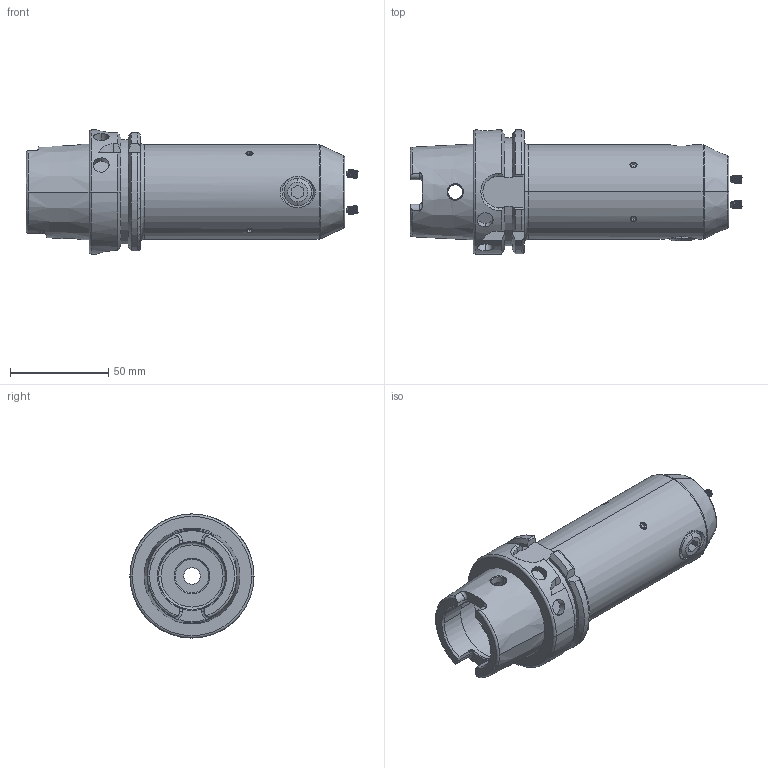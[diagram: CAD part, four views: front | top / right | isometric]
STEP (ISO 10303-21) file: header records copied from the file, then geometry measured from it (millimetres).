
FILE_DESCRIPTION (( 'STEP AP203' ), '1' );
FILE_NAME ('FWA063H-EKH16130.STEP', '2024-01-06T05:25:41', ( '' ), ( '' ), 'SwSTEP 2.0', 'SolidWorks 2023', '' );
FILE_SCHEMA (( 'CONFIG_CONTROL_DESIGN' ));
Length unit declared in the file: millimetre
Products named in the file (6): HSKA63EK16130WW; GS-M14X16-DIN1835-B_ISO 4026 - M12 x 12-N; GS-M4X4_DIN 913 - M4 x 4-N; FWA063H-EKH16130; GS-M4X4-COATING_DIN 913 - M4 x 4-N
Assembly tree (11 placements, depth 3):
  FWA063H-EKH16130
    HSKA63EK16130WW
      HSKA63EK16130WW
      GS-M4X4_DIN 913 - M4 x 4-N  x4
      GS-M4X4-COATING_DIN 913 - M4 x 4-N  x4
      GS-M14X16-DIN1835-B_ISO 4026 - M12 x 12-N
Bounding box: 168.6 x 63 x 63 mm (x, y, z)
Volume: 247400 mm3; surface area: 45893.1 mm2
Topology: 10 solids, 10 shells, 610 faces, 1558 edges, 978 vertices
Faces by surface type: cone 267, cylinder 165, plane 133, torus 29, bspline 14, sphere 2
Entity records: 12825 total; most frequent: CARTESIAN_POINT 4274, ORIENTED_EDGE 1662, DIRECTION 1616, EDGE_CURVE 831, AXIS2_PLACEMENT_3D 648, VERTEX_POINT 519, EDGE_LOOP 360, FACE_OUTER_BOUND 328
